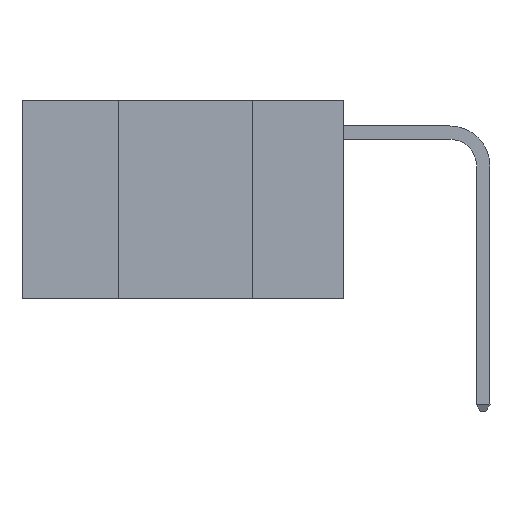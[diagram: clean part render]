
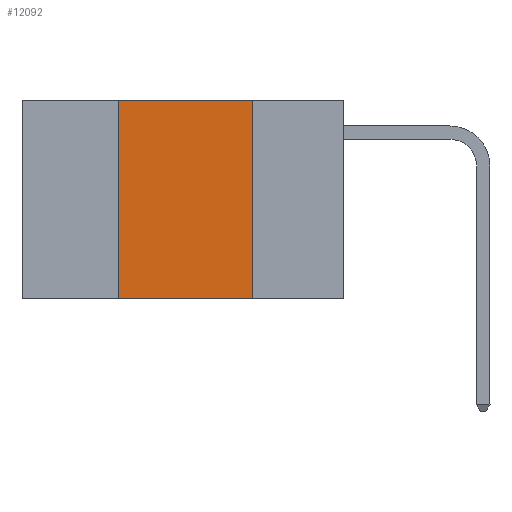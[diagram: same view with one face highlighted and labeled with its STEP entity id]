
A CAD part, left-side view. The second image highlights one B-rep face of the part: STEP entity #12092.
In plain terms, the highlighted planar face has unit normal (-1, 0, 0).
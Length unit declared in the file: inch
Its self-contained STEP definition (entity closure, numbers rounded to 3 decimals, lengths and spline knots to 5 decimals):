
#703 = CARTESIAN_POINT ( 'NONE',  ( 0., 0.17, 0. ) ) ;
#737 = DIRECTION ( 'NONE',  ( 0., -1., 0. ) ) ;
#1472 = CARTESIAN_POINT ( 'NONE',  ( 0., 0.6, 0. ) ) ;
#1677 = CARTESIAN_POINT ( 'NONE',  ( 0., 0.6, -0.37 ) ) ;
#1808 = DIRECTION ( 'NONE',  ( 0., 0., 1. ) ) ;
#2277 = EDGE_CURVE ( 'NONE', #12242, #11876, #10527, .T. ) ;
#2700 = LINE ( 'NONE', #7331, #8840 ) ;
#2790 = DIRECTION ( 'NONE',  ( 1., 0., 0. ) ) ;
#3107 = DIRECTION ( 'NONE',  ( 0., 0., -1. ) ) ;
#3419 = VECTOR ( 'NONE', #737, 39.37008 ) ;
#4158 = CARTESIAN_POINT ( 'NONE',  ( 0., 0.42, 0. ) ) ;
#4891 = ORIENTED_EDGE ( 'NONE', *, *, #9985, .F. ) ;
#7331 = CARTESIAN_POINT ( 'NONE',  ( 0., 0.17, 0. ) ) ;
#8406 = ORIENTED_EDGE ( 'NONE', *, *, #14627, .F. ) ;
#8442 = AXIS2_PLACEMENT_3D ( 'NONE', #1472, #2790, #8946 ) ;
#8654 = LINE ( 'NONE', #17982, #10394 ) ;
#8840 = VECTOR ( 'NONE', #3107, 39.37008 ) ;
#8946 = DIRECTION ( 'NONE',  ( 0., 0., -1. ) ) ;
#9303 = EDGE_CURVE ( 'NONE', #12242, #15166, #16520, .T. ) ;
#9744 = EDGE_LOOP ( 'NONE', ( #8406, #4891, #14438, #19802 ) ) ;
#9764 = VECTOR ( 'NONE', #1808, 39.37008 ) ;
#9985 = EDGE_CURVE ( 'NONE', #15166, #12285, #8654, .T. ) ;
#10394 = VECTOR ( 'NONE', #19426, 39.37008 ) ;
#10527 = LINE ( 'NONE', #1677, #3419 ) ;
#11876 = VERTEX_POINT ( 'NONE', #15779 ) ;
#12092 = ADVANCED_FACE ( 'NONE', ( #17966 ), #13375, .F. ) ;
#12242 = VERTEX_POINT ( 'NONE', #16587 ) ;
#12285 = VERTEX_POINT ( 'NONE', #703 ) ;
#13375 = PLANE ( 'NONE',  #8442 ) ;
#14438 = ORIENTED_EDGE ( 'NONE', *, *, #9303, .F. ) ;
#14627 = EDGE_CURVE ( 'NONE', #12285, #11876, #2700, .T. ) ;
#15166 = VERTEX_POINT ( 'NONE', #4158 ) ;
#15779 = CARTESIAN_POINT ( 'NONE',  ( 0., 0.17, -0.37 ) ) ;
#16520 = LINE ( 'NONE', #18097, #9764 ) ;
#16587 = CARTESIAN_POINT ( 'NONE',  ( 0., 0.42, -0.37 ) ) ;
#17966 = FACE_OUTER_BOUND ( 'NONE', #9744, .T. ) ;
#17982 = CARTESIAN_POINT ( 'NONE',  ( 0., 0.6, 0. ) ) ;
#18097 = CARTESIAN_POINT ( 'NONE',  ( 0., 0.42, 0. ) ) ;
#19426 = DIRECTION ( 'NONE',  ( 0., -1., 0. ) ) ;
#19802 = ORIENTED_EDGE ( 'NONE', *, *, #2277, .T. ) ;
